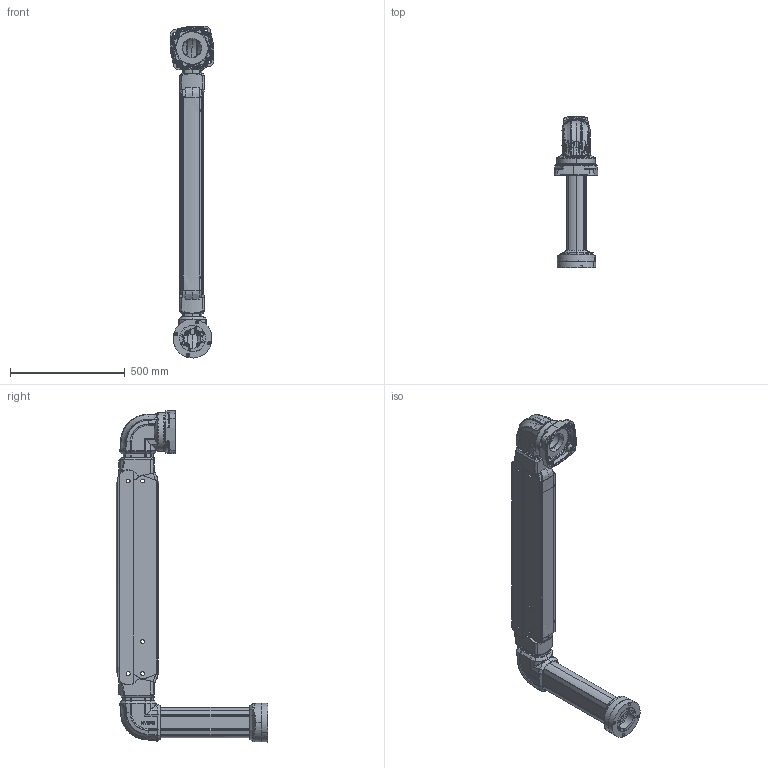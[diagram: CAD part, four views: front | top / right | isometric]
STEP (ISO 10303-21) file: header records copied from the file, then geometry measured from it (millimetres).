
FILE_DESCRIPTION(('FreeCAD Model'),'2;1');
FILE_NAME('Open CASCADE Shape Model','2025-04-28T06:44:50',('FreeCAD'),( 'FreeCAD'),'Open CASCADE STEP processor 7.6','FreeCAD','Unknown');
FILE_SCHEMA(('AUTOMOTIVE_DESIGN { 1 0 10303 214 1 1 1 1 }'));
Products named in the file (1): Open CASCADE STEP translator 7.6 1
Bounding box: 191.72 x 661.56 x 1449.56 mm (x, y, z)
Volume: 9965914.2 mm3; surface area: 2626683.6 mm2
Topology: 13 solids, 14 shells, 2979 faces, 7725 edges, 4777 vertices
Faces by surface type: bspline 2979
Entity records: 232868 total; most frequent: CARTESIAN_POINT 187616, ORIENTED_EDGE 15342, EDGE_CURVE 7672, B_SPLINE_CURVE_WITH_KNOTS 6153, VERTEX_POINT 4777, FACE_BOUND 3224, EDGE_LOOP 3224, ADVANCED_FACE 2979
